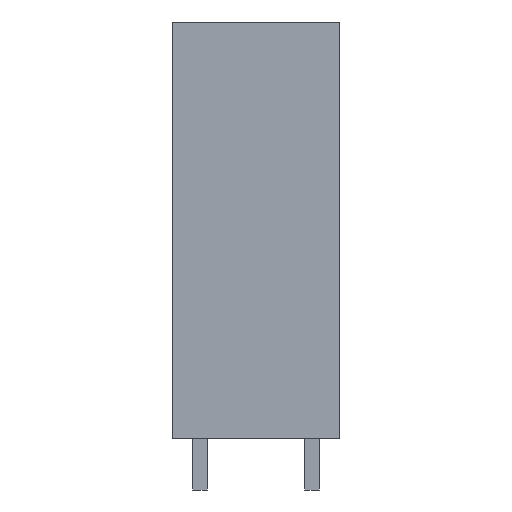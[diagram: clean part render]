
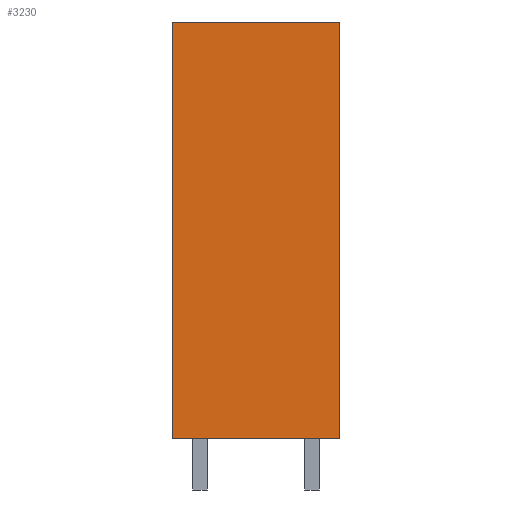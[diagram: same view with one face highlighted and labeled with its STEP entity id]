
A CAD part, left-side view. The second image highlights one B-rep face of the part: STEP entity #3230.
In plain terms, the highlighted planar face has unit normal (-1, 0, 0).
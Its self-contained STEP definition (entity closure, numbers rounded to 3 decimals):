
#3222=AXIS2_PLACEMENT_3D('Plane Axis2P3D',#3219,#3220,#3221) ;
#49=CARTESIAN_POINT('Vertex',(0.,11.4,3.5)) ;
#52=CARTESIAN_POINT('Line Origine',(0.,11.4,17.65)) ;
#56=CARTESIAN_POINT('Vertex',(0.,11.4,31.8)) ;
#87=CARTESIAN_POINT('Vertex',(0.,0.,3.5)) ;
#90=CARTESIAN_POINT('Line Origine',(0.,5.7,3.5)) ;
#934=CARTESIAN_POINT('Vertex',(0.,0.,31.8)) ;
#937=CARTESIAN_POINT('Line Origine',(0.,0.,17.65)) ;
#959=CARTESIAN_POINT('Line Origine',(0.,5.7,31.8)) ;
#3219=CARTESIAN_POINT('Axis2P3D Location',(0.,0.,0.)) ;
#53=DIRECTION('Vector Direction',(0.,0.,1.)) ;
#91=DIRECTION('Vector Direction',(0.,1.,0.)) ;
#938=DIRECTION('Vector Direction',(0.,0.,-1.)) ;
#960=DIRECTION('Vector Direction',(0.,-1.,0.)) ;
#3220=DIRECTION('Axis2P3D Direction',(-1.,0.,0.)) ;
#3221=DIRECTION('Axis2P3D XDirection',(0.,-1.,0.)) ;
#54=VECTOR('Line Direction',#53,1.) ;
#92=VECTOR('Line Direction',#91,1.) ;
#939=VECTOR('Line Direction',#938,1.) ;
#961=VECTOR('Line Direction',#960,1.) ;
#3225=ORIENTED_EDGE('',*,*,#58,.T.) ;
#3226=ORIENTED_EDGE('',*,*,#94,.T.) ;
#3227=ORIENTED_EDGE('',*,*,#941,.T.) ;
#3228=ORIENTED_EDGE('',*,*,#963,.T.) ;
#3230=ADVANCED_FACE('HOUSING',(#3229),#3223,.T.) ;
#58=EDGE_CURVE('',#57,#50,#55,.F.) ;
#94=EDGE_CURVE('',#50,#88,#93,.F.) ;
#941=EDGE_CURVE('',#88,#935,#940,.F.) ;
#963=EDGE_CURVE('',#935,#57,#962,.F.) ;
#3224=EDGE_LOOP('',(#3225,#3226,#3227,#3228)) ;
#3229=FACE_OUTER_BOUND('',#3224,.T.) ;
#55=LINE('Line',#52,#54) ;
#93=LINE('Line',#90,#92) ;
#940=LINE('Line',#937,#939) ;
#962=LINE('Line',#959,#961) ;
#3223=PLANE('',#3222) ;
#50=VERTEX_POINT('',#49) ;
#57=VERTEX_POINT('',#56) ;
#88=VERTEX_POINT('',#87) ;
#935=VERTEX_POINT('',#934) ;
